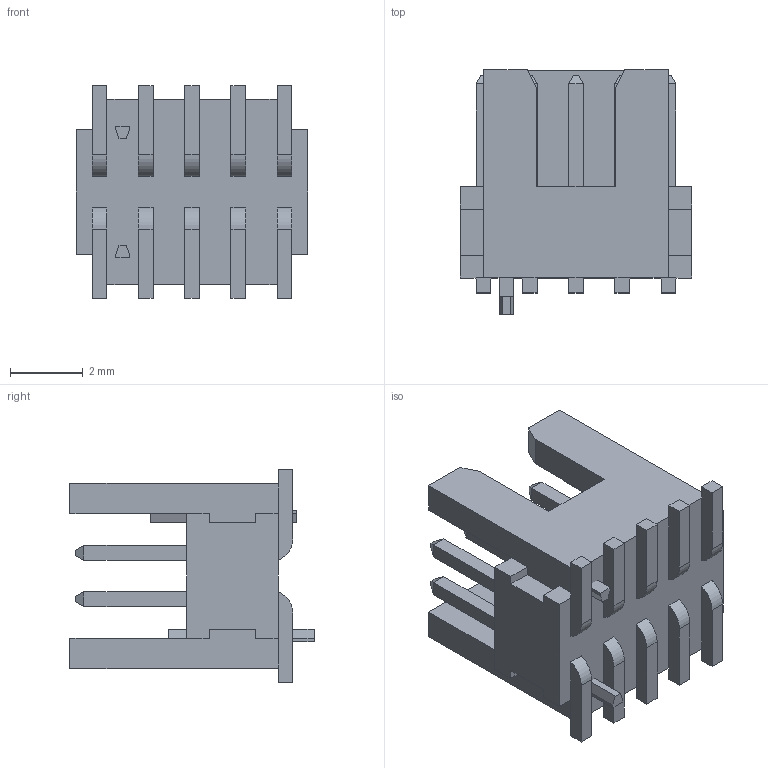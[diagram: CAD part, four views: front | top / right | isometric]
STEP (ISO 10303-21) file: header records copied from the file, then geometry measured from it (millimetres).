
FILE_DESCRIPTION(('STEP AP242'),'1');
FILE_NAME('ftsh-105-01-f-dv-k.stp','2020-02-23T14:12:55',('TraceParts'),('TraceParts S.A.'),'Spatial InterOp 3D',' ',' ');
FILE_SCHEMA(('AP242_MANAGED_MODEL_BASED_3D_ENGINEERING_MIM_LF {1 0 10303 442 1 1 4}'));
Length unit declared in the file: millimetre
Products named in the file (1): ftsh-105-01-f-dv-k_1
Bounding box: 6.35 x 6.7 x 5.84 mm (x, y, z)
Volume: 105.6 mm3; surface area: 269.4 mm2
Topology: 3 solids, 3 shells, 206 faces, 506 edges, 316 vertices
Faces by surface type: plane 196, cylinder 10
Entity records: 7422 total; most frequent: CARTESIAN_POINT 1031, ORIENTED_EDGE 1012, DIRECTION 944, EDGE_CURVE 506, LINE 486, VECTOR 486, VERTEX_POINT 316, AXIS2_PLACEMENT_3D 229
